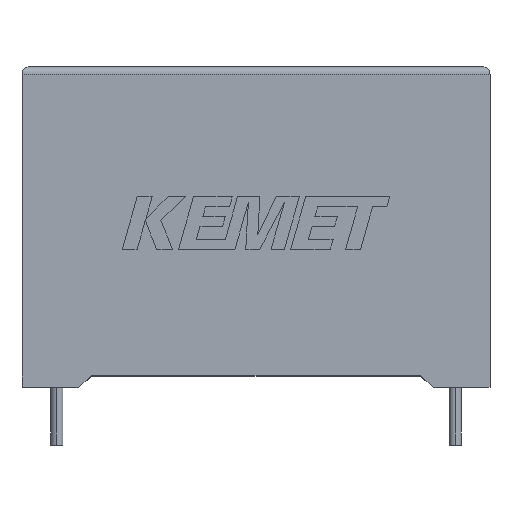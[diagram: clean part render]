
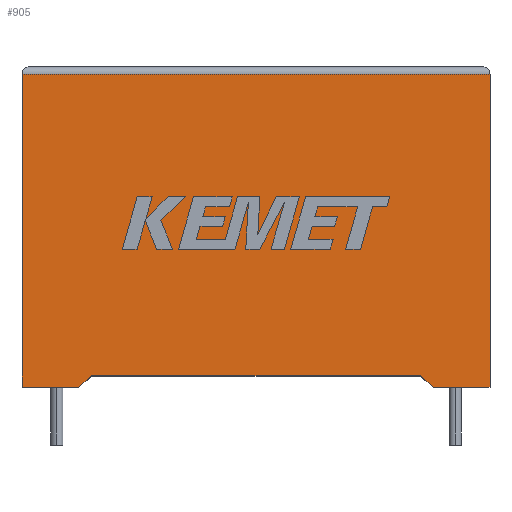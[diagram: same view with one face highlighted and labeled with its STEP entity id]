
A CAD part, top view. The second image highlights one B-rep face of the part: STEP entity #905.
In plain terms, the highlighted planar face has unit normal (0, 0, 1).
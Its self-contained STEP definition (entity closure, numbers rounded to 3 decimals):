
#7 = CARTESIAN_POINT ( 'NONE',  ( 28.4, 0., 13.2 ) ) ;
#19 = LINE ( 'NONE', #2739, #1423 ) ;
#153 = CARTESIAN_POINT ( 'NONE',  ( 3.9, 0., 13.2 ) ) ;
#198 = DIRECTION ( 'NONE',  ( 0., 0., -1. ) ) ;
#283 = VERTEX_POINT ( 'NONE', #2461 ) ;
#294 = CARTESIAN_POINT ( 'NONE',  ( 32.3, 0., 13.2 ) ) ;
#309 = ORIENTED_EDGE ( 'NONE', *, *, #1332, .F. ) ;
#400 = CARTESIAN_POINT ( 'NONE',  ( 0., 21.6, 13.2 ) ) ;
#401 = CARTESIAN_POINT ( 'NONE',  ( 0., 0., 13.2 ) ) ;
#623 = VECTOR ( 'NONE', #2042, 1000. ) ;
#625 = LINE ( 'NONE', #841, #2907 ) ;
#638 = VECTOR ( 'NONE', #864, 1000. ) ;
#683 = VECTOR ( 'NONE', #1870, 1000. ) ;
#698 = LINE ( 'NONE', #1393, #683 ) ;
#717 = CARTESIAN_POINT ( 'NONE',  ( 32.3, 21.6, 13.2 ) ) ;
#733 = AXIS2_PLACEMENT_3D ( 'NONE', #401, #198, #1793 ) ;
#768 = VERTEX_POINT ( 'NONE', #2096 ) ;
#773 = CARTESIAN_POINT ( 'NONE',  ( 16.15, 0.762, 13.2 ) ) ;
#794 = VECTOR ( 'NONE', #1803, 1000. ) ;
#827 = ORIENTED_EDGE ( 'NONE', *, *, #2413, .T. ) ;
#841 = CARTESIAN_POINT ( 'NONE',  ( 0., 0., 13.2 ) ) ;
#864 = DIRECTION ( 'NONE',  ( 0., -1., 0. ) ) ;
#905 = ADVANCED_FACE ( 'NONE', ( #1823 ), #1752, .F. ) ;
#953 = VERTEX_POINT ( 'NONE', #1214 ) ;
#1009 = EDGE_CURVE ( 'NONE', #1039, #1145, #698, .T. ) ;
#1039 = VERTEX_POINT ( 'NONE', #294 ) ;
#1059 = VERTEX_POINT ( 'NONE', #1081 ) ;
#1081 = CARTESIAN_POINT ( 'NONE',  ( 3.9, 0., 13.2 ) ) ;
#1102 = EDGE_CURVE ( 'NONE', #953, #1059, #3019, .T. ) ;
#1145 = VERTEX_POINT ( 'NONE', #717 ) ;
#1214 = CARTESIAN_POINT ( 'NONE',  ( 4.797, 0.762, 13.2 ) ) ;
#1273 = VECTOR ( 'NONE', #2187, 1000. ) ;
#1323 = DIRECTION ( 'NONE',  ( 1., 0., 0. ) ) ;
#1332 = EDGE_CURVE ( 'NONE', #283, #953, #2881, .T. ) ;
#1335 = CARTESIAN_POINT ( 'NONE',  ( 0., 21.6, 13.2 ) ) ;
#1384 = DIRECTION ( 'NONE',  ( 1., 0., 0. ) ) ;
#1393 = CARTESIAN_POINT ( 'NONE',  ( 32.3, 0., 13.2 ) ) ;
#1423 = VECTOR ( 'NONE', #1384, 1000. ) ;
#1466 = EDGE_CURVE ( 'NONE', #283, #2118, #1482, .T. ) ;
#1474 = ORIENTED_EDGE ( 'NONE', *, *, #1102, .F. ) ;
#1482 = LINE ( 'NONE', #1729, #1273 ) ;
#1521 = ORIENTED_EDGE ( 'NONE', *, *, #1580, .T. ) ;
#1526 = ORIENTED_EDGE ( 'NONE', *, *, #1466, .T. ) ;
#1580 = EDGE_CURVE ( 'NONE', #2118, #1039, #19, .T. ) ;
#1666 = VERTEX_POINT ( 'NONE', #1335 ) ;
#1729 = CARTESIAN_POINT ( 'NONE',  ( 28.4, 0., 13.2 ) ) ;
#1752 = PLANE ( 'NONE',  #733 ) ;
#1772 = ORIENTED_EDGE ( 'NONE', *, *, #1009, .T. ) ;
#1792 = LINE ( 'NONE', #2038, #638 ) ;
#1793 = DIRECTION ( 'NONE',  ( -1., 0., 0. ) ) ;
#1803 = DIRECTION ( 'NONE',  ( -1., 0., 0. ) ) ;
#1823 = FACE_OUTER_BOUND ( 'NONE', #2569, .T. ) ;
#1870 = DIRECTION ( 'NONE',  ( 0., 1., 0. ) ) ;
#1982 = DIRECTION ( 'NONE',  ( -1., 0., 0. ) ) ;
#2038 = CARTESIAN_POINT ( 'NONE',  ( 0., 0., 13.2 ) ) ;
#2042 = DIRECTION ( 'NONE',  ( -0.762, -0.647, 0. ) ) ;
#2096 = CARTESIAN_POINT ( 'NONE',  ( 0., 0., 13.2 ) ) ;
#2118 = VERTEX_POINT ( 'NONE', #7 ) ;
#2164 = VECTOR ( 'NONE', #1982, 1000. ) ;
#2187 = DIRECTION ( 'NONE',  ( 0.762, -0.647, 0. ) ) ;
#2249 = LINE ( 'NONE', #400, #794 ) ;
#2255 = ORIENTED_EDGE ( 'NONE', *, *, #2432, .T. ) ;
#2327 = EDGE_CURVE ( 'NONE', #1145, #1666, #2249, .T. ) ;
#2413 = EDGE_CURVE ( 'NONE', #768, #1059, #625, .T. ) ;
#2432 = EDGE_CURVE ( 'NONE', #1666, #768, #1792, .T. ) ;
#2461 = CARTESIAN_POINT ( 'NONE',  ( 27.503, 0.762, 13.2 ) ) ;
#2569 = EDGE_LOOP ( 'NONE', ( #1772, #2847, #2255, #827, #1474, #309, #1526, #1521 ) ) ;
#2739 = CARTESIAN_POINT ( 'NONE',  ( 0., 0., 13.2 ) ) ;
#2847 = ORIENTED_EDGE ( 'NONE', *, *, #2327, .T. ) ;
#2881 = LINE ( 'NONE', #773, #2164 ) ;
#2907 = VECTOR ( 'NONE', #1323, 1000. ) ;
#3019 = LINE ( 'NONE', #153, #623 ) ;
